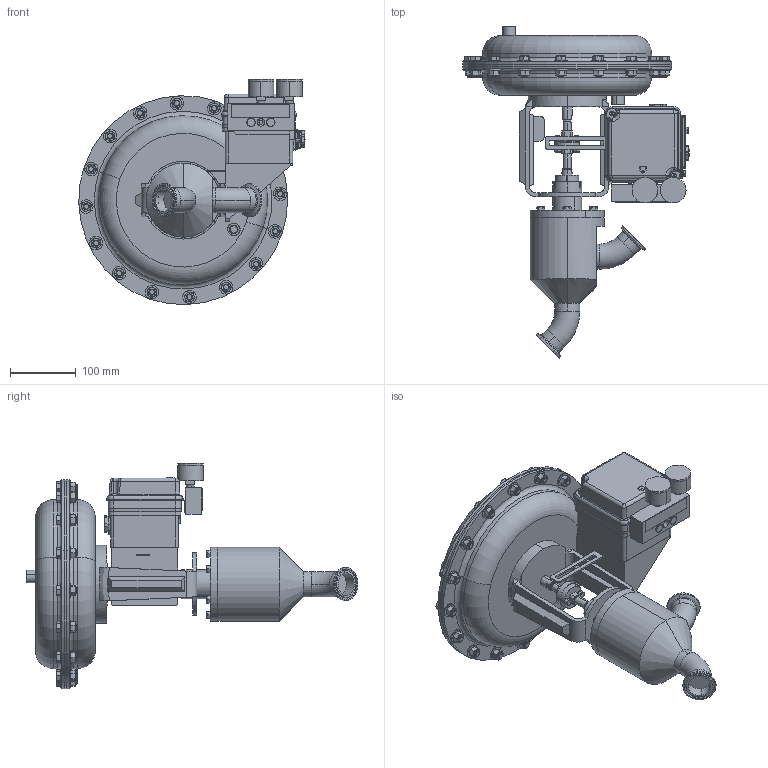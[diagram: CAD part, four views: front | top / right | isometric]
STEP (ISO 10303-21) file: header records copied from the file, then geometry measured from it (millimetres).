
FILE_DESCRIPTION (( 'STEP AP203' ), '1' );
FILE_NAME ('978NSP-150-JD-55M-16IP.STEP', '2017-06-13T14:12:32', ( '' ), ( '' ), 'SwSTEP 2.0', 'SolidWorks 2014', '' );
FILE_SCHEMA (( 'CONFIG_CONTROL_DESIGN' ));
Length unit declared in the file: inch
Products named in the file (2): 978NSP-150-JD-55M-16IP
Bounding box: 344.26 x 504.56 x 342.27 mm (x, y, z)
Volume: 8160451.5 mm3; surface area: 525548.3 mm2
Topology: 3 solids, 3 shells, 1647 faces, 3851 edges, 2343 vertices
Faces by surface type: plane 697, cone 459, cylinder 381, bspline 84, torus 26
Entity records: 52015 total; most frequent: CARTESIAN_POINT 15532, ORIENTED_EDGE 7666, DIRECTION 7356, EDGE_CURVE 3833, AXIS2_PLACEMENT_3D 2869, VERTEX_POINT 2343, EDGE_LOOP 1814, ADVANCED_FACE 1647
